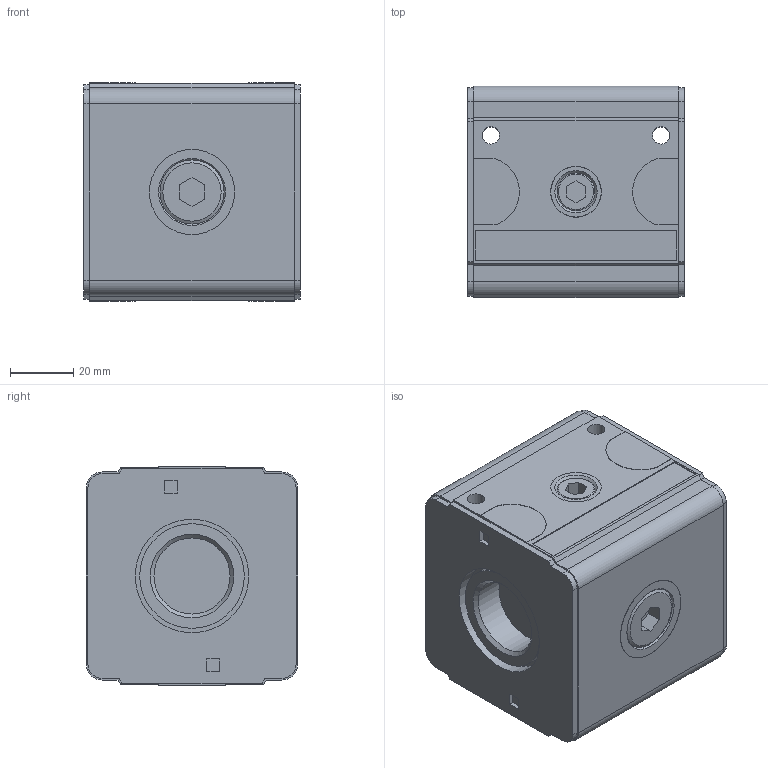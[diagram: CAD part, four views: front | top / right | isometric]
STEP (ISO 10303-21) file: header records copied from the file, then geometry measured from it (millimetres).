
FILE_DESCRIPTION( ( 'STEP AP203' ), '1' );
FILE_NAME( '9.4034.100.stp', '2018-12-12T14:29:13', ( '' ), ( '' ), ' ', 'PARTsolutions', ' ' );
FILE_SCHEMA( ( 'CONFIG_CONTROL_DESIGN' ) );
Length unit declared in the file: millimetre
Products named in the file (1): _9.4034.100
Bounding box: 68.8 x 67 x 69.2 mm (x, y, z)
Volume: 293224.4 mm3; surface area: 33191.9 mm2
Topology: 1 solids, 1 shells, 177 faces, 427 edges, 283 vertices
Faces by surface type: plane 135, cylinder 31, cone 11
Full cylindrical faces by diameter (mm): 5.5 x2, 16 x2, 16.1 x2, 24.117 x2, 27 x1, 28.6 x1, 33 x1, 33.001 x1, 33.2 x1, 36 x2
Entity records: 5022 total; most frequent: CARTESIAN_POINT 858, DIRECTION 832, ORIENTED_EDGE 798, EDGE_CURVE 399, LINE 322, VECTOR 322, VERTEX_POINT 281, AXIS2_PLACEMENT_3D 255
